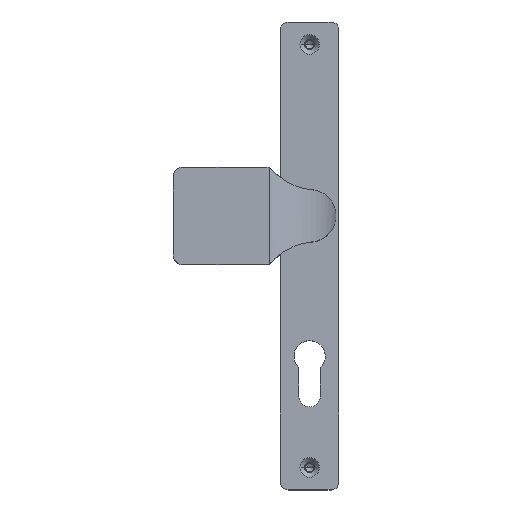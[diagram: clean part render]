
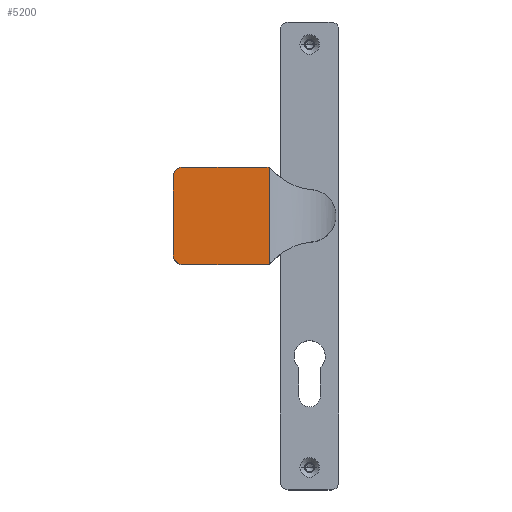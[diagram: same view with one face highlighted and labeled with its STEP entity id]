
A CAD part, top view. The second image highlights one B-rep face of the part: STEP entity #5200.
In plain terms, the highlighted face is planar.
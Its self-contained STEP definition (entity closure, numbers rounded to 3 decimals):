
#68 = CARTESIAN_POINT ( 'NONE',  ( 20.548, -24.453, 0. ) ) ;
#79 = EDGE_CURVE ( 'NONE', #1729, #5420, #4872, .T. ) ;
#87 = VERTEX_POINT ( 'NONE', #3639 ) ;
#184 = CARTESIAN_POINT ( 'NONE',  ( 65., 25., 0. ) ) ;
#198 = PLANE ( 'NONE',  #4891 ) ;
#232 = EDGE_LOOP ( 'NONE', ( #2545, #3452, #3596, #1512, #4492, #2936, #424, #2702 ) ) ;
#322 = DIRECTION ( 'NONE',  ( 1., 0., 0. ) ) ;
#371 = AXIS2_PLACEMENT_3D ( 'NONE', #4382, #4768, #5195 ) ;
#424 = ORIENTED_EDGE ( 'NONE', *, *, #1695, .F. ) ;
#435 = LINE ( 'NONE', #3899, #2723 ) ;
#615 = CARTESIAN_POINT ( 'NONE',  ( 22.822, -25., 0. ) ) ;
#690 = VERTEX_POINT ( 'NONE', #4338 ) ;
#877 = CARTESIAN_POINT ( 'NONE',  ( 65., -25., 0. ) ) ;
#879 = VERTEX_POINT ( 'NONE', #615 ) ;
#910 = CARTESIAN_POINT ( 'NONE',  ( 0., -25., 0. ) ) ;
#970 = CARTESIAN_POINT ( 'NONE',  ( 70., -22.929, 0. ) ) ;
#1057 = FACE_OUTER_BOUND ( 'NONE', #232, .T. ) ;
#1265 = CARTESIAN_POINT ( 'NONE',  ( 65., 25., 0. ) ) ;
#1361 = VERTEX_POINT ( 'NONE', #1265 ) ;
#1473 = EDGE_CURVE ( 'NONE', #1361, #690, #3401, .T. ) ;
#1512 = ORIENTED_EDGE ( 'NONE', *, *, #79, .T. ) ;
#1660 = VERTEX_POINT ( 'NONE', #4614 ) ;
#1695 = EDGE_CURVE ( 'NONE', #87, #690, #1981, .T. ) ;
#1729 = VERTEX_POINT ( 'NONE', #5088 ) ;
#1764 = CARTESIAN_POINT ( 'NONE',  ( 70., -20., 0. ) ) ;
#1842 = EDGE_CURVE ( 'NONE', #1660, #879, #1859, .T. ) ;
#1859 = LINE ( 'NONE', #910, #3286 ) ;
#1981 = LINE ( 'NONE', #5517, #4102 ) ;
#1997 = VERTEX_POINT ( 'NONE', #68 ) ;
#2150 =( BOUNDED_CURVE ( )  B_SPLINE_CURVE ( 3, ( #1764, #970, #5303, #877 ),
 .UNSPECIFIED., .F., .F. ) 
 B_SPLINE_CURVE_WITH_KNOTS ( ( 4, 4 ),
 ( 0., 1.571 ),
 .UNSPECIFIED. ) 
 CURVE ( )  GEOMETRIC_REPRESENTATION_ITEM ( )  RATIONAL_B_SPLINE_CURVE ( ( 1., 0.805, 0.805, 1. ) ) 
 REPRESENTATION_ITEM ( '' )  );
#2262 = CARTESIAN_POINT ( 'NONE',  ( 67.929, 25., 0. ) ) ;
#2367 = DIRECTION ( 'NONE',  ( 1., 0., 0. ) ) ;
#2545 = ORIENTED_EDGE ( 'NONE', *, *, #1842, .T. ) ;
#2702 = ORIENTED_EDGE ( 'NONE', *, *, #4983, .T. ) ;
#2723 = VECTOR ( 'NONE', #2943, 1000. ) ;
#2786 = DIRECTION ( 'NONE',  ( 0., 0., 1. ) ) ;
#2841 = DIRECTION ( 'NONE',  ( 0., 1., 0. ) ) ;
#2936 = ORIENTED_EDGE ( 'NONE', *, *, #1473, .T. ) ;
#2943 = DIRECTION ( 'NONE',  ( -1., 0., 0. ) ) ;
#2950 = LINE ( 'NONE', #4201, #4714 ) ;
#2955 = EDGE_CURVE ( 'NONE', #1361, #5420, #435, .T. ) ;
#2967 = DIRECTION ( 'NONE',  ( -1., 0., 0. ) ) ;
#3286 = VECTOR ( 'NONE', #2967, 1000. ) ;
#3288 = EDGE_CURVE ( 'NONE', #879, #1997, #5534, .T. ) ;
#3401 =( BOUNDED_CURVE ( )  B_SPLINE_CURVE ( 3, ( #184, #2262, #4531, #4078 ),
 .UNSPECIFIED., .F., .F. ) 
 B_SPLINE_CURVE_WITH_KNOTS ( ( 4, 4 ),
 ( 1.571, 3.142 ),
 .UNSPECIFIED. ) 
 CURVE ( )  GEOMETRIC_REPRESENTATION_ITEM ( )  RATIONAL_B_SPLINE_CURVE ( ( 1., 0.805, 0.805, 1. ) ) 
 REPRESENTATION_ITEM ( '' )  );
#3452 = ORIENTED_EDGE ( 'NONE', *, *, #3288, .T. ) ;
#3596 = ORIENTED_EDGE ( 'NONE', *, *, #5436, .T. ) ;
#3639 = CARTESIAN_POINT ( 'NONE',  ( 70., -20., 0. ) ) ;
#3689 = AXIS2_PLACEMENT_3D ( 'NONE', #4950, #5400, #322 ) ;
#3695 = DIRECTION ( 'NONE',  ( 0., 1., 0. ) ) ;
#3899 = CARTESIAN_POINT ( 'NONE',  ( 0., 25., 0. ) ) ;
#4078 = CARTESIAN_POINT ( 'NONE',  ( 70., 20., 0. ) ) ;
#4096 = CARTESIAN_POINT ( 'NONE',  ( 0., 0., 0. ) ) ;
#4102 = VECTOR ( 'NONE', #3695, 1000. ) ;
#4201 = CARTESIAN_POINT ( 'NONE',  ( 20.548, -26.137, 0. ) ) ;
#4338 = CARTESIAN_POINT ( 'NONE',  ( 70., 20., 0. ) ) ;
#4382 = CARTESIAN_POINT ( 'NONE',  ( 22.822, -20., 0. ) ) ;
#4492 = ORIENTED_EDGE ( 'NONE', *, *, #2955, .F. ) ;
#4531 = CARTESIAN_POINT ( 'NONE',  ( 70., 22.929, 0. ) ) ;
#4600 = CARTESIAN_POINT ( 'NONE',  ( 22.822, 25., 0. ) ) ;
#4614 = CARTESIAN_POINT ( 'NONE',  ( 65., -25., 0. ) ) ;
#4714 = VECTOR ( 'NONE', #2841, 1000. ) ;
#4768 = DIRECTION ( 'NONE',  ( 0., 0., -1. ) ) ;
#4872 = CIRCLE ( 'NONE', #3689, 5. ) ;
#4891 = AXIS2_PLACEMENT_3D ( 'NONE', #4096, #2786, #2367 ) ;
#4950 = CARTESIAN_POINT ( 'NONE',  ( 22.822, 20., 0. ) ) ;
#4983 = EDGE_CURVE ( 'NONE', #87, #1660, #2150, .T. ) ;
#5088 = CARTESIAN_POINT ( 'NONE',  ( 20.548, 24.453, 0. ) ) ;
#5195 = DIRECTION ( 'NONE',  ( 1., 0., 0. ) ) ;
#5200 = ADVANCED_FACE ( 'NONE', ( #1057 ), #198, .F. ) ;
#5303 = CARTESIAN_POINT ( 'NONE',  ( 67.929, -25., 0. ) ) ;
#5400 = DIRECTION ( 'NONE',  ( 0., 0., -1. ) ) ;
#5420 = VERTEX_POINT ( 'NONE', #4600 ) ;
#5436 = EDGE_CURVE ( 'NONE', #1997, #1729, #2950, .T. ) ;
#5517 = CARTESIAN_POINT ( 'NONE',  ( 70., -25., 0. ) ) ;
#5534 = CIRCLE ( 'NONE', #371, 5. ) ;
